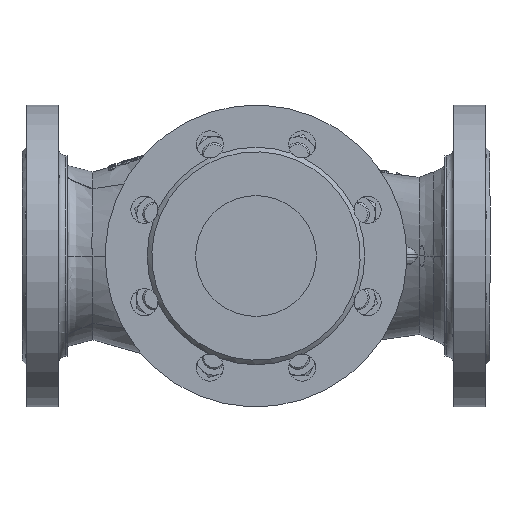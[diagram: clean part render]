
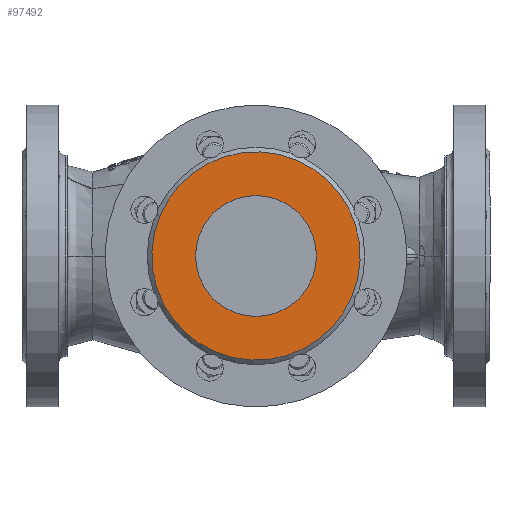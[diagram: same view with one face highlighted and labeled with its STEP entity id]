
A CAD part, front view. The second image highlights one B-rep face of the part: STEP entity #97492.
In plain terms, the highlighted planar face has unit normal (0, -1, 0).
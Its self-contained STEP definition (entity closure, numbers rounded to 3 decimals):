
#7414 = CARTESIAN_POINT ( 'NONE',  ( -40., -215., 0. ) ) ;
#13929 = CARTESIAN_POINT ( 'NONE',  ( 0., -215., 0. ) ) ;
#17724 = AXIS2_PLACEMENT_3D ( 'NONE', #48035, #125149, #59099 ) ;
#18983 = VERTEX_POINT ( 'NONE', #110929 ) ;
#24992 = DIRECTION ( 'NONE',  ( 1., 0., 0. ) ) ;
#27486 = VERTEX_POINT ( 'NONE', #7414 ) ;
#28889 = CIRCLE ( 'NONE', #101018, 40. ) ;
#37884 = EDGE_CURVE ( 'NONE', #115938, #18983, #129291, .T. ) ;
#38293 = DIRECTION ( 'NONE',  ( 0., 1., 0. ) ) ;
#46044 = CARTESIAN_POINT ( 'NONE',  ( 15.307, -215., 36.955 ) ) ;
#47928 = VERTEX_POINT ( 'NONE', #101565 ) ;
#48035 = CARTESIAN_POINT ( 'NONE',  ( 0., -215., 0. ) ) ;
#50073 = AXIS2_PLACEMENT_3D ( 'NONE', #104292, #38293, #115397 ) ;
#54768 = EDGE_LOOP ( 'NONE', ( #85302, #83271 ) ) ;
#57110 = DIRECTION ( 'NONE',  ( -0.924, 0., 0.383 ) ) ;
#59099 = DIRECTION ( 'NONE',  ( -0.924, 0., 0.383 ) ) ;
#59583 = DIRECTION ( 'NONE',  ( 0., -1., 0. ) ) ;
#63207 = EDGE_CURVE ( 'NONE', #18983, #115938, #128472, .T. ) ;
#66973 = AXIS2_PLACEMENT_3D ( 'NONE', #46044, #123152, #57110 ) ;
#73912 = AXIS2_PLACEMENT_3D ( 'NONE', #125633, #59583, #136668 ) ;
#77125 = ORIENTED_EDGE ( 'NONE', *, *, #141722, .F. ) ;
#83271 = ORIENTED_EDGE ( 'NONE', *, *, #37884, .F. ) ;
#85302 = ORIENTED_EDGE ( 'NONE', *, *, #63207, .F. ) ;
#90973 = DIRECTION ( 'NONE',  ( 0., -1., 0. ) ) ;
#97492 = ADVANCED_FACE ( 'NONE', ( #123309, #116359 ), #122217, .F. ) ;
#101018 = AXIS2_PLACEMENT_3D ( 'NONE', #13929, #90973, #24992 ) ;
#101565 = CARTESIAN_POINT ( 'NONE',  ( 40., -215., 0. ) ) ;
#104292 = CARTESIAN_POINT ( 'NONE',  ( 0., -215., 0. ) ) ;
#110929 = CARTESIAN_POINT ( 'NONE',  ( -63.748, -215., 26.405 ) ) ;
#111158 = CARTESIAN_POINT ( 'NONE',  ( 63.748, -215., -26.405 ) ) ;
#115397 = DIRECTION ( 'NONE',  ( -0.924, 0., 0.383 ) ) ;
#115938 = VERTEX_POINT ( 'NONE', #111158 ) ;
#116359 = FACE_OUTER_BOUND ( 'NONE', #54768, .T. ) ;
#122217 = PLANE ( 'NONE',  #66973 ) ;
#123152 = DIRECTION ( 'NONE',  ( 0., 1., 0. ) ) ;
#123309 = FACE_BOUND ( 'NONE', #124330, .T. ) ;
#124330 = EDGE_LOOP ( 'NONE', ( #139490, #77125 ) ) ;
#125149 = DIRECTION ( 'NONE',  ( 0., 1., 0. ) ) ;
#125308 = EDGE_CURVE ( 'NONE', #47928, #27486, #139720, .T. ) ;
#125633 = CARTESIAN_POINT ( 'NONE',  ( 0., -215., 0. ) ) ;
#128472 = CIRCLE ( 'NONE', #50073, 69. ) ;
#129291 = CIRCLE ( 'NONE', #17724, 69. ) ;
#136668 = DIRECTION ( 'NONE',  ( 1., 0., 0. ) ) ;
#139490 = ORIENTED_EDGE ( 'NONE', *, *, #125308, .F. ) ;
#139720 = CIRCLE ( 'NONE', #73912, 40. ) ;
#141722 = EDGE_CURVE ( 'NONE', #27486, #47928, #28889, .T. ) ;
